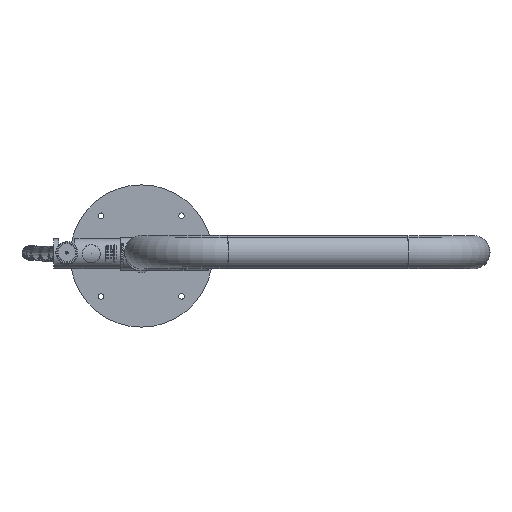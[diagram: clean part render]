
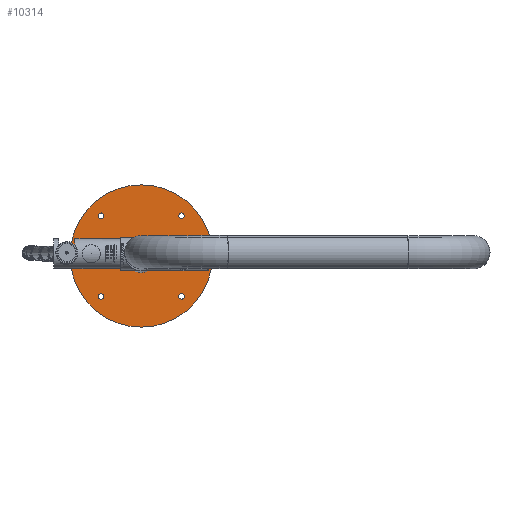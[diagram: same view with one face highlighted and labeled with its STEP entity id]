
A CAD part, top view. The second image highlights one B-rep face of the part: STEP entity #10314.
In plain terms, the highlighted planar face has unit normal (0, 0, 1).
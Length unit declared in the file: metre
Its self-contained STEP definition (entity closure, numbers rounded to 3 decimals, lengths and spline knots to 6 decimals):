
#1845=EDGE_CURVE('',#3852,#3852,#3853,.T.);
#1847=EDGE_CURVE('',#3855,#3855,#3856,.T.);
#1849=EDGE_CURVE('',#3858,#3858,#3859,.T.);
#1851=EDGE_CURVE('',#3861,#3861,#3862,.T.);
#1853=EDGE_CURVE('',#3864,#3864,#3865,.T.);
#1855=EDGE_CURVE('',#3867,#3867,#3868,.T.);
#3852=VERTEX_POINT('',#10270);
#3853=CIRCLE('',#10271,0.075);
#3855=VERTEX_POINT('',#10274);
#3856=CIRCLE('',#10275,0.003);
#3858=VERTEX_POINT('',#10278);
#3859=CIRCLE('',#10279,0.003);
#3861=VERTEX_POINT('',#10282);
#3862=CIRCLE('',#10283,0.003);
#3864=VERTEX_POINT('',#10286);
#3865=CIRCLE('',#10287,0.003);
#3867=VERTEX_POINT('',#10290);
#3868=CIRCLE('',#10291,0.01325);
#10270=CARTESIAN_POINT('',(0.,0.075,-1.365));
#10271=AXIS2_PLACEMENT_3D('',#30192,#30193,#30194);
#10274=CARTESIAN_POINT('',(0.042426,-0.039426,-1.365));
#10275=AXIS2_PLACEMENT_3D('',#30195,#30196,#30197);
#10278=CARTESIAN_POINT('',(0.042426,0.045426,-1.365));
#10279=AXIS2_PLACEMENT_3D('',#30198,#30199,#30200);
#10282=CARTESIAN_POINT('',(-0.042426,0.045426,-1.365));
#10283=AXIS2_PLACEMENT_3D('',#30201,#30202,#30203);
#10286=CARTESIAN_POINT('',(-0.042426,-0.039426,-1.365));
#10287=AXIS2_PLACEMENT_3D('',#30204,#30205,#30206);
#10290=CARTESIAN_POINT('',(0.,0.01325,-1.365));
#10291=AXIS2_PLACEMENT_3D('',#30207,#30208,#30209);
#10314=ADVANCED_FACE('',(#30229,#30230,#30231,#30232,#30233,#30234),#30235,.F.);
#30192=CARTESIAN_POINT('',(0.,0.,-1.365));
#30193=DIRECTION('',(0.,0.,-1.0));
#30194=DIRECTION('',(0.0,1.0,0.));
#30195=CARTESIAN_POINT('',(0.042426,-0.042426,-1.365));
#30196=DIRECTION('',(0.,0.,1.0));
#30197=DIRECTION('',(0.0,1.0,0.));
#30198=CARTESIAN_POINT('',(0.042426,0.042426,-1.365));
#30199=DIRECTION('',(0.,0.,1.0));
#30200=DIRECTION('',(0.0,1.0,0.));
#30201=CARTESIAN_POINT('',(-0.042426,0.042426,-1.365));
#30202=DIRECTION('',(0.,0.,1.0));
#30203=DIRECTION('',(0.0,1.0,0.));
#30204=CARTESIAN_POINT('',(-0.042426,-0.042426,-1.365));
#30205=DIRECTION('',(0.,0.,1.0));
#30206=DIRECTION('',(0.0,1.0,0.));
#30207=CARTESIAN_POINT('',(0.,0.,-1.365));
#30208=DIRECTION('',(0.,0.,1.0));
#30209=DIRECTION('',(0.0,1.0,0.));
#30229=FACE_BOUND('',#98046,.T.);
#30230=FACE_BOUND('',#98047,.T.);
#30231=FACE_BOUND('',#98048,.T.);
#30232=FACE_BOUND('',#98049,.T.);
#30233=FACE_BOUND('',#98050,.T.);
#30234=FACE_OUTER_BOUND('',#98051,.T.);
#30235=PLANE('',#98052);
#98046=EDGE_LOOP('',(#176409));
#98047=EDGE_LOOP('',(#176410));
#98048=EDGE_LOOP('',(#176411));
#98049=EDGE_LOOP('',(#176412));
#98050=EDGE_LOOP('',(#176413));
#98051=EDGE_LOOP('',(#176414));
#98052=AXIS2_PLACEMENT_3D('',#176415,#176416,#176417);
#176409=ORIENTED_EDGE('',*,*,#1847,.F.);
#176410=ORIENTED_EDGE('',*,*,#1849,.F.);
#176411=ORIENTED_EDGE('',*,*,#1851,.F.);
#176412=ORIENTED_EDGE('',*,*,#1853,.F.);
#176413=ORIENTED_EDGE('',*,*,#1855,.F.);
#176414=ORIENTED_EDGE('',*,*,#1845,.F.);
#176415=CARTESIAN_POINT('',(-0.090001,-0.090001,-1.365));
#176416=DIRECTION('',(0.0,0.,-1.0));
#176417=DIRECTION('',(0.0,1.0,0.));
